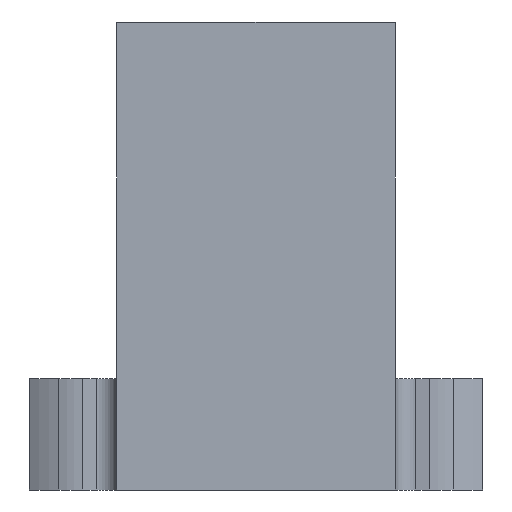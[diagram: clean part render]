
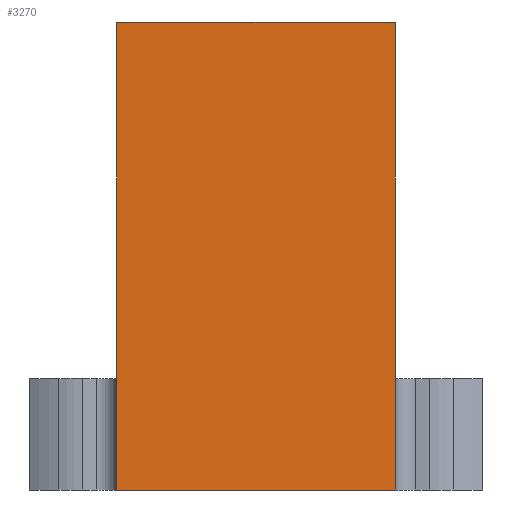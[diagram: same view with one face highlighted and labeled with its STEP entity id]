
A CAD part, front view. The second image highlights one B-rep face of the part: STEP entity #3270.
In plain terms, the highlighted planar face has unit normal (0, -1, 0).
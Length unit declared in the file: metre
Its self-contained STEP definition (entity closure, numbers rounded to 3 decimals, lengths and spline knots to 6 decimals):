
#756=ORIENTED_EDGE('',*,*,#1680,.F.);
#757=ORIENTED_EDGE('',*,*,#1397,.F.);
#758=ORIENTED_EDGE('',*,*,#1761,.T.);
#759=ORIENTED_EDGE('',*,*,#1425,.T.);
#1397=EDGE_CURVE('',#1915,#1908,#2261,.T.);
#1425=EDGE_CURVE('',#1944,#1943,#2289,.T.);
#1680=EDGE_CURVE('',#1908,#1943,#2376,.T.);
#1761=EDGE_CURVE('',#1915,#1944,#2398,.T.);
#1908=VERTEX_POINT('',#4948);
#1915=VERTEX_POINT('',#4961);
#1943=VERTEX_POINT('',#5024);
#1944=VERTEX_POINT('',#5026);
#2261=LINE('',#4962,#2551);
#2289=LINE('',#5025,#2579);
#2376=LINE('',#5522,#2666);
#2398=LINE('',#5677,#2688);
#2551=VECTOR('',#3856,1.);
#2579=VECTOR('',#3898,1.);
#2666=VECTOR('',#4337,1.);
#2688=VECTOR('',#4481,1.);
#2853=EDGE_LOOP('',(#756,#757,#758,#759));
#3031=FACE_BOUND('',#2853,.T.);
#3207=PLANE('',#3686);
#3270=ADVANCED_FACE('',(#3031),#3207,.T.);
#3686=AXIS2_PLACEMENT_3D('',#5678,#4482,#4483);
#3856=DIRECTION('',(0.,0.,-1.));
#3898=DIRECTION('',(0.,0.,-1.));
#4337=DIRECTION('',(-1.,0.,0.));
#4481=DIRECTION('',(-1.,0.,0.));
#4482=DIRECTION('',(0.,-1.,0.));
#4483=DIRECTION('',(0.,0.,-1.));
#4948=CARTESIAN_POINT('',(0.0075,-0.0275,0.));
#4961=CARTESIAN_POINT('',(0.0075,-0.0275,0.025208));
#4962=CARTESIAN_POINT('',(0.0075,-0.0275,0.025208));
#5024=CARTESIAN_POINT('',(-0.0075,-0.0275,0.));
#5025=CARTESIAN_POINT('',(-0.0075,-0.0275,0.025208));
#5026=CARTESIAN_POINT('',(-0.0075,-0.0275,0.025208));
#5522=CARTESIAN_POINT('',(0.,-0.0275,0.));
#5677=CARTESIAN_POINT('',(0.,-0.0275,0.025208));
#5678=CARTESIAN_POINT('',(0.,-0.0275,0.025208));
